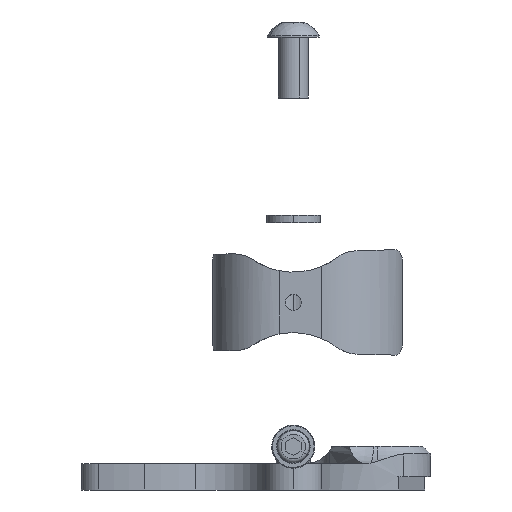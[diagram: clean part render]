
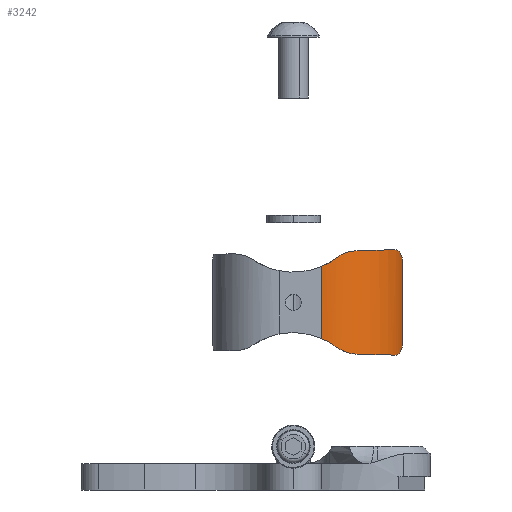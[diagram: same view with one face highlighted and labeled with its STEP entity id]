
A CAD part, left-side view. The second image highlights one B-rep face of the part: STEP entity #3242.
In plain terms, the highlighted cylindrical face has radius 22.225 mm (diameter 44.45 mm), a partial arc.
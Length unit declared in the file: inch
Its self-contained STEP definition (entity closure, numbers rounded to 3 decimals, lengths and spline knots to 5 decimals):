
#20 = CARTESIAN_POINT ( 'NONE',  ( 0.01354, -0.44832, -0.46374 ) ) ;
#43 = DIRECTION ( 'NONE',  ( 0., 0., 1. ) ) ;
#102 = CARTESIAN_POINT ( 'NONE',  ( 0.01354, -0.44832, 0.46374 ) ) ;
#168 = VERTEX_POINT ( 'NONE', #6453 ) ;
#268 = EDGE_CURVE ( 'NONE', #2990, #5763, #2777, .T. ) ;
#335 = ORIENTED_EDGE ( 'NONE', *, *, #670, .T. ) ;
#571 = EDGE_CURVE ( 'NONE', #5617, #168, #1677, .T. ) ;
#656 = CARTESIAN_POINT ( 'NONE',  ( 0.46727, -1.0692, -0.54829 ) ) ;
#670 = EDGE_CURVE ( 'NONE', #7700, #671, #8615, .T. ) ;
#671 = VERTEX_POINT ( 'NONE', #8145 ) ;
#753 = CARTESIAN_POINT ( 'NONE',  ( 0.29596, -0.97897, -0.546 ) ) ;
#769 = CARTESIAN_POINT ( 'NONE',  ( 0.59011, -1.12243, -0.49139 ) ) ;
#820 = ORIENTED_EDGE ( 'NONE', *, *, #9831, .T. ) ;
#975 = CARTESIAN_POINT ( 'NONE',  ( 0., -0.295, -0.37545 ) ) ;
#1478 = CARTESIAN_POINT ( 'NONE',  ( 0.61536, -1.1307, -0.46531 ) ) ;
#1677 = LINE ( 'NONE', #4782, #7338 ) ;
#1717 = VERTEX_POINT ( 'NONE', #8279 ) ;
#1829 = CARTESIAN_POINT ( 'NONE',  ( 0.63625, -1.1368, 0.4353 ) ) ;
#1874 = ORIENTED_EDGE ( 'NONE', *, *, #4324, .T. ) ;
#1921 = VERTEX_POINT ( 'NONE', #8677 ) ;
#1933 = CARTESIAN_POINT ( 'NONE',  ( 0.62656, -1.13405, 0.45096 ) ) ;
#2026 = CARTESIAN_POINT ( 'NONE',  ( 0.08114, -0.66297, 0.53799 ) ) ;
#2034 = DIRECTION ( 'NONE',  ( 0., 0., 1. ) ) ;
#2127 = CARTESIAN_POINT ( 'NONE',  ( 0.49978, -1.08566, -0.5421 ) ) ;
#2191 = LINE ( 'NONE', #8383, #7048 ) ;
#2259 = CARTESIAN_POINT ( 'NONE',  ( 0., -0.34992, -0.39895 ) ) ;
#2673 = EDGE_CURVE ( 'NONE', #168, #7700, #9161, .T. ) ;
#2760 = CARTESIAN_POINT ( 'NONE',  ( 0.63625, -1.1368, -0.4353 ) ) ;
#2777 = B_SPLINE_CURVE_WITH_KNOTS ( 'NONE', 3,
 ( #6118, #2259, #6910, #20 ),
 .UNSPECIFIED., .F., .F.,
 ( 4, 4 ),
 ( 0., 0.00451 ),
 .UNSPECIFIED. ) ;
#2833 = CARTESIAN_POINT ( 'NONE',  ( 0.02816, -0.51593, 0.50444 ) ) ;
#2926 = CARTESIAN_POINT ( 'NONE',  ( 0.46727, -1.0692, -0.54829 ) ) ;
#2927 = CARTESIAN_POINT ( 'NONE',  ( 0.01354, -0.44832, 0.46374 ) ) ;
#2990 = VERTEX_POINT ( 'NONE', #975 ) ;
#2992 = CARTESIAN_POINT ( 'NONE',  ( 0.57641, -1.11763, -0.50274 ) ) ;
#3210 = ORIENTED_EDGE ( 'NONE', *, *, #2673, .T. ) ;
#3242 = ADVANCED_FACE ( 'NONE', ( #6880 ), #5890, .T. ) ;
#3349 = VERTEX_POINT ( 'NONE', #102 ) ;
#3394 = CARTESIAN_POINT ( 'NONE',  ( 0.54735, -1.10649, 0.522 ) ) ;
#3400 = ORIENTED_EDGE ( 'NONE', *, *, #9261, .T. ) ;
#3453 = CARTESIAN_POINT ( 'NONE',  ( 0.01354, -0.44832, -0.46374 ) ) ;
#3531 = ORIENTED_EDGE ( 'NONE', *, *, #9257, .T. ) ;
#3537 = EDGE_LOOP ( 'NONE', ( #3531, #4920, #3210, #335, #1874, #3400, #8863, #4956, #4076, #820 ) ) ;
#3684 = CARTESIAN_POINT ( 'NONE',  ( 0.46727, -1.0692, -0.54829 ) ) ;
#3706 = EDGE_CURVE ( 'NONE', #1921, #2990, #2191, .T. ) ;
#3745 = CARTESIAN_POINT ( 'NONE',  ( 0.53149, -1.09994, -0.53012 ) ) ;
#3791 = B_SPLINE_CURVE_WITH_KNOTS ( 'NONE', 3,
 ( #656, #6982, #2127, #3745, #5293, #2992, #769, #1478, #3852, #6043 ),
 .UNSPECIFIED., .F., .F.,
 ( 4, 2, 2, 2, 4 ),
 ( 0., 0.0014, 0.0028, 0.0042, 0.0056 ),
 .UNSPECIFIED. ) ;
#3852 = CARTESIAN_POINT ( 'NONE',  ( 0.62656, -1.13405, -0.45096 ) ) ;
#4076 = ORIENTED_EDGE ( 'NONE', *, *, #9720, .T. ) ;
#4324 = EDGE_CURVE ( 'NONE', #671, #3349, #6479, .T. ) ;
#4404 = CARTESIAN_POINT ( 'NONE',  ( 0.03304, -0.53394, 0.51213 ) ) ;
#4459 = CARTESIAN_POINT ( 'NONE',  ( 0.05001, -0.58911, -0.5308 ) ) ;
#4627 = CARTESIAN_POINT ( 'NONE',  ( 0., -0.34992, 0.39895 ) ) ;
#4782 = CARTESIAN_POINT ( 'NONE',  ( 0.63625, -1.1368, 0. ) ) ;
#4827 =( BOUNDED_CURVE ( )  B_SPLINE_CURVE ( 3, ( #6921, #7693, #753, #3684 ),
 .UNSPECIFIED., .F., .T. ) 
 B_SPLINE_CURVE_WITH_KNOTS ( ( 4, 4 ),
 ( 2.00484, 2.65685 ),
 .UNSPECIFIED. ) 
 CURVE ( )  GEOMETRIC_REPRESENTATION_ITEM ( )  RATIONAL_B_SPLINE_CURVE ( ( 1., 0.965, 0.965, 1. ) ) 
 REPRESENTATION_ITEM ( '' )  );
#4920 = ORIENTED_EDGE ( 'NONE', *, *, #571, .T. ) ;
#4956 = ORIENTED_EDGE ( 'NONE', *, *, #268, .T. ) ;
#5033 = CARTESIAN_POINT ( 'NONE',  ( 0.61542, -1.13071, 0.46522 ) ) ;
#5072 = CARTESIAN_POINT ( 'NONE',  ( 0.08114, -0.66297, 0.53799 ) ) ;
#5139 = DIRECTION ( 'NONE',  ( 1., 0., 0. ) ) ;
#5227 = CARTESIAN_POINT ( 'NONE',  ( 0.01986, -0.4812, 0.48626 ) ) ;
#5293 = CARTESIAN_POINT ( 'NONE',  ( 0.5472, -1.10643, -0.52208 ) ) ;
#5345 = CARTESIAN_POINT ( 'NONE',  ( 0.01354, -0.44832, 0.46374 ) ) ;
#5397 = B_SPLINE_CURVE_WITH_KNOTS ( 'NONE', 3,
 ( #5345, #8309, #4627, #7760 ),
 .UNSPECIFIED., .F., .F.,
 ( 4, 4 ),
 ( 0., 0.00451 ),
 .UNSPECIFIED. ) ;
#5617 = VERTEX_POINT ( 'NONE', #2760 ) ;
#5696 = CARTESIAN_POINT ( 'NONE',  ( 0.5905, -1.12256, 0.49102 ) ) ;
#5763 = VERTEX_POINT ( 'NONE', #3453 ) ;
#5775 = AXIS2_PLACEMENT_3D ( 'NONE', #8975, #2034, #5139 ) ;
#5890 = CYLINDRICAL_SURFACE ( 'NONE', #5775, 0.875 ) ;
#5906 = CARTESIAN_POINT ( 'NONE',  ( 0.46727, -1.0692, 0.54829 ) ) ;
#6043 = CARTESIAN_POINT ( 'NONE',  ( 0.63625, -1.1368, -0.4353 ) ) ;
#6118 = CARTESIAN_POINT ( 'NONE',  ( 0., -0.295, -0.37545 ) ) ;
#6132 = CARTESIAN_POINT ( 'NONE',  ( 0.02732, -0.51533, -0.50582 ) ) ;
#6453 = CARTESIAN_POINT ( 'NONE',  ( 0.63625, -1.1368, 0.4353 ) ) ;
#6479 = B_SPLINE_CURVE_WITH_KNOTS ( 'NONE', 3,
 ( #2026, #8147, #8297, #4404, #2833, #5227, #9065, #2927 ),
 .UNSPECIFIED., .F., .F.,
 ( 4, 2, 2, 4 ),
 ( 0., 0.00305, 0.00457, 0.0061 ),
 .UNSPECIFIED. ) ;
#6814 = CARTESIAN_POINT ( 'NONE',  ( 0.08114, -0.66297, -0.53799 ) ) ;
#6870 = CARTESIAN_POINT ( 'NONE',  ( 0.06408, -0.62618, -0.53706 ) ) ;
#6880 = FACE_OUTER_BOUND ( 'NONE', #3537, .T. ) ;
#6910 = CARTESIAN_POINT ( 'NONE',  ( 0.00511, -0.40095, -0.42842 ) ) ;
#6921 = CARTESIAN_POINT ( 'NONE',  ( 0.08114, -0.66297, -0.53799 ) ) ;
#6982 = CARTESIAN_POINT ( 'NONE',  ( 0.48364, -1.07782, -0.54616 ) ) ;
#7048 = VECTOR ( 'NONE', #9088, 39.37008 ) ;
#7331 = CARTESIAN_POINT ( 'NONE',  ( 0.48364, -1.07782, 0.54616 ) ) ;
#7338 = VECTOR ( 'NONE', #43, 39.37008 ) ;
#7383 = CARTESIAN_POINT ( 'NONE',  ( 0.16256, -0.83864, 0.54244 ) ) ;
#7533 = CARTESIAN_POINT ( 'NONE',  ( 0.01927, -0.48054, -0.48777 ) ) ;
#7693 = CARTESIAN_POINT ( 'NONE',  ( 0.16256, -0.83864, -0.54244 ) ) ;
#7700 = VERTEX_POINT ( 'NONE', #5906 ) ;
#7760 = CARTESIAN_POINT ( 'NONE',  ( 0., -0.295, 0.37545 ) ) ;
#7853 = VERTEX_POINT ( 'NONE', #2926 ) ;
#8005 = CARTESIAN_POINT ( 'NONE',  ( 0.49989, -1.08571, 0.54208 ) ) ;
#8105 = CARTESIAN_POINT ( 'NONE',  ( 0.57655, -1.11768, 0.50264 ) ) ;
#8145 = CARTESIAN_POINT ( 'NONE',  ( 0.08114, -0.66297, 0.53799 ) ) ;
#8147 = CARTESIAN_POINT ( 'NONE',  ( 0.06408, -0.62618, 0.53706 ) ) ;
#8149 = CARTESIAN_POINT ( 'NONE',  ( 0.46727, -1.0692, 0.54829 ) ) ;
#8279 = CARTESIAN_POINT ( 'NONE',  ( 0.08114, -0.66297, -0.53799 ) ) ;
#8297 = CARTESIAN_POINT ( 'NONE',  ( 0.05005, -0.58922, 0.53082 ) ) ;
#8309 = CARTESIAN_POINT ( 'NONE',  ( 0.00511, -0.40095, 0.42842 ) ) ;
#8383 = CARTESIAN_POINT ( 'NONE',  ( 0., -0.295, 0. ) ) ;
#8615 =( BOUNDED_CURVE ( )  B_SPLINE_CURVE ( 3, ( #9587, #8918, #7383, #5072 ),
 .UNSPECIFIED., .F., .T. ) 
 B_SPLINE_CURVE_WITH_KNOTS ( ( 4, 4 ),
 ( 0.48474, 1.13676 ),
 .UNSPECIFIED. ) 
 CURVE ( )  GEOMETRIC_REPRESENTATION_ITEM ( )  RATIONAL_B_SPLINE_CURVE ( ( 1., 0.965, 0.965, 1. ) ) 
 REPRESENTATION_ITEM ( '' )  );
#8677 = CARTESIAN_POINT ( 'NONE',  ( 0., -0.295, 0.37545 ) ) ;
#8769 = CARTESIAN_POINT ( 'NONE',  ( 0.532, -1.10016, 0.5299 ) ) ;
#8863 = ORIENTED_EDGE ( 'NONE', *, *, #3706, .T. ) ;
#8889 = B_SPLINE_CURVE_WITH_KNOTS ( 'NONE', 3,
 ( #9832, #7533, #6132, #4459, #6870, #6814 ),
 .UNSPECIFIED., .F., .F.,
 ( 4, 2, 4 ),
 ( 0., 0.00305, 0.0061 ),
 .UNSPECIFIED. ) ;
#8918 = CARTESIAN_POINT ( 'NONE',  ( 0.29596, -0.97897, 0.546 ) ) ;
#8975 = CARTESIAN_POINT ( 'NONE',  ( 0.875, -0.295, 0. ) ) ;
#9065 = CARTESIAN_POINT ( 'NONE',  ( 0.0164, -0.46443, 0.47575 ) ) ;
#9088 = DIRECTION ( 'NONE',  ( 0., 0., -1. ) ) ;
#9161 = B_SPLINE_CURVE_WITH_KNOTS ( 'NONE', 3,
 ( #1829, #1933, #5033, #5696, #8105, #3394, #8769, #8005, #7331, #8149 ),
 .UNSPECIFIED., .F., .F.,
 ( 4, 2, 2, 2, 4 ),
 ( 0., 0.0014, 0.0028, 0.0042, 0.0056 ),
 .UNSPECIFIED. ) ;
#9257 = EDGE_CURVE ( 'NONE', #7853, #5617, #3791, .T. ) ;
#9261 = EDGE_CURVE ( 'NONE', #3349, #1921, #5397, .T. ) ;
#9587 = CARTESIAN_POINT ( 'NONE',  ( 0.46727, -1.0692, 0.54829 ) ) ;
#9720 = EDGE_CURVE ( 'NONE', #5763, #1717, #8889, .T. ) ;
#9831 = EDGE_CURVE ( 'NONE', #1717, #7853, #4827, .T. ) ;
#9832 = CARTESIAN_POINT ( 'NONE',  ( 0.01354, -0.44832, -0.46374 ) ) ;
